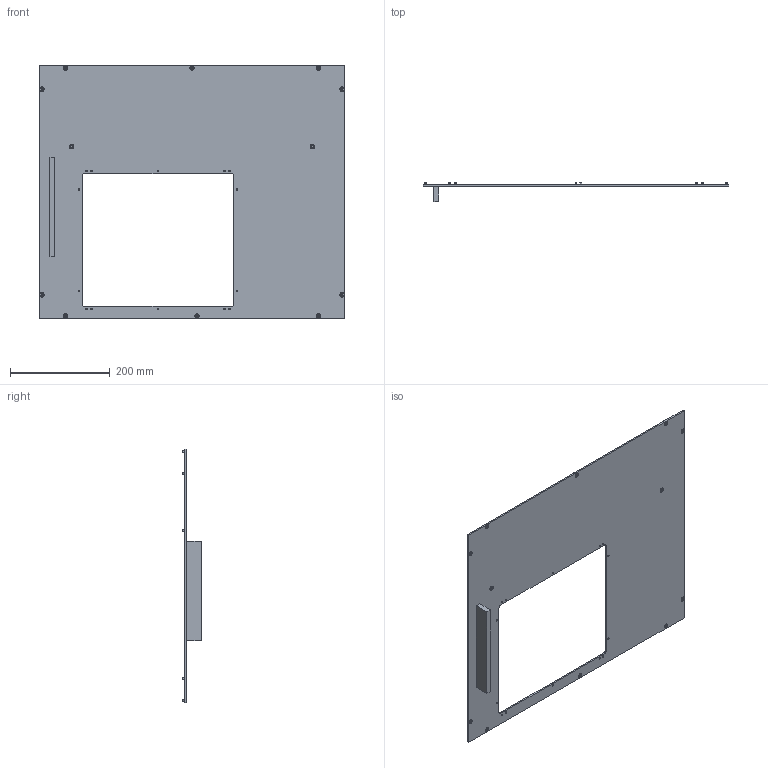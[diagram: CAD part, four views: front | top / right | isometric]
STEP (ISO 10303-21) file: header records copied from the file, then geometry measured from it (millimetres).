
FILE_DESCRIPTION (( 'STEP AP214' ), '1' );
FILE_NAME ('INGUN_113522.STEP', '2022-10-18T09:46:53', ( '' ), ( '' ), 'SwSTEP 2.0', 'SolidWorks 2021', '' );
FILE_SCHEMA (( 'AUTOMOTIVE_DESIGN' ));
Length unit declared in the file: millimetre
Products named in the file (5): DIN7991~n_M04,0x010 VA; DIN7991~n_M04,0x008 VA; 9905~1_S; 33763~3; INGUN_113522
Assembly tree (17 placements, depth 2):
  INGUN_113522
    33763~3
    9905~1_S
    DIN7991~n_M04,0x008 VA  x12
    DIN7991~n_M04,0x010 VA  x3
Bounding box: 612 x 37.89 x 508 mm (x, y, z)
Volume: 750267.2 mm3; surface area: 490800.8 mm2
Topology: 17 solids, 17 shells, 550 faces, 1371 edges, 867 vertices
Faces by surface type: cylinder 387, cone 102, plane 61
Entity records: 6448 total; most frequent: DIRECTION 1148, CARTESIAN_POINT 969, ORIENTED_EDGE 936, AXIS2_PLACEMENT_3D 474, EDGE_CURVE 468, VERTEX_POINT 295, CIRCLE 268, EDGE_LOOP 251
